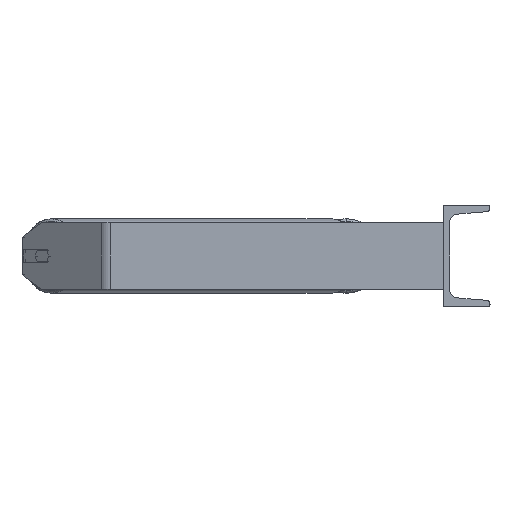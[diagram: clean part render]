
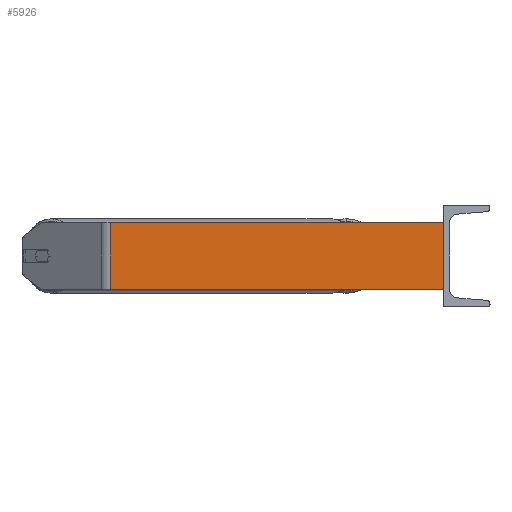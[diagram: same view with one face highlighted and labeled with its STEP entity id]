
A CAD part, left-side view. The second image highlights one B-rep face of the part: STEP entity #5926.
In plain terms, the highlighted planar face has unit normal (-1, 0, 0).
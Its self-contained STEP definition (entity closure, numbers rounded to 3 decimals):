
#123 = CARTESIAN_POINT ( 'NONE',  ( -785., 0., 40. ) ) ;
#209 = CARTESIAN_POINT ( 'NONE',  ( -785., 398.93, 40. ) ) ;
#375 = CARTESIAN_POINT ( 'NONE',  ( -785., 0., -40. ) ) ;
#384 = ORIENTED_EDGE ( 'NONE', *, *, #7626, .F. ) ;
#979 = CARTESIAN_POINT ( 'NONE',  ( -785., 0., 40. ) ) ;
#1012 = LINE ( 'NONE', #3487, #9005 ) ;
#1210 = VECTOR ( 'NONE', #7984, 1000. ) ;
#1425 = EDGE_LOOP ( 'NONE', ( #6970, #3814, #384, #4866 ) ) ;
#2026 = DIRECTION ( 'NONE',  ( 0., -1., 0. ) ) ;
#2241 = CARTESIAN_POINT ( 'NONE',  ( -785., 398.93, -40. ) ) ;
#2410 = LINE ( 'NONE', #5181, #1210 ) ;
#2618 = CARTESIAN_POINT ( 'NONE',  ( -785., 404.753, 40. ) ) ;
#3324 = FACE_OUTER_BOUND ( 'NONE', #1425, .T. ) ;
#3472 = VERTEX_POINT ( 'NONE', #375 ) ;
#3487 = CARTESIAN_POINT ( 'NONE',  ( -785., 404.753, -40. ) ) ;
#3814 = ORIENTED_EDGE ( 'NONE', *, *, #5632, .F. ) ;
#3872 = VECTOR ( 'NONE', #5720, 1000. ) ;
#4070 = DIRECTION ( 'NONE',  ( 1., 0., 0. ) ) ;
#4152 = VERTEX_POINT ( 'NONE', #979 ) ;
#4439 = VERTEX_POINT ( 'NONE', #209 ) ;
#4710 = DIRECTION ( 'NONE',  ( 0., 1., 0. ) ) ;
#4866 = ORIENTED_EDGE ( 'NONE', *, *, #8524, .T. ) ;
#5181 = CARTESIAN_POINT ( 'NONE',  ( -785., 398.93, 40. ) ) ;
#5503 = EDGE_CURVE ( 'NONE', #7505, #3472, #1012, .T. ) ;
#5632 = EDGE_CURVE ( 'NONE', #4152, #3472, #7011, .T. ) ;
#5720 = DIRECTION ( 'NONE',  ( 0., 0., -1. ) ) ;
#5926 = ADVANCED_FACE ( 'NONE', ( #3324 ), #8296, .F. ) ;
#6077 = DIRECTION ( 'NONE',  ( 0., -1., 0. ) ) ;
#6970 = ORIENTED_EDGE ( 'NONE', *, *, #5503, .T. ) ;
#7011 = LINE ( 'NONE', #123, #3872 ) ;
#7505 = VERTEX_POINT ( 'NONE', #2241 ) ;
#7626 = EDGE_CURVE ( 'NONE', #4439, #4152, #8868, .T. ) ;
#7984 = DIRECTION ( 'NONE',  ( 0., 0., -1. ) ) ;
#8191 = AXIS2_PLACEMENT_3D ( 'NONE', #8212, #4070, #4710 ) ;
#8212 = CARTESIAN_POINT ( 'NONE',  ( -785., 404.753, 40. ) ) ;
#8296 = PLANE ( 'NONE',  #8191 ) ;
#8466 = VECTOR ( 'NONE', #6077, 1000. ) ;
#8524 = EDGE_CURVE ( 'NONE', #4439, #7505, #2410, .T. ) ;
#8868 = LINE ( 'NONE', #2618, #8466 ) ;
#9005 = VECTOR ( 'NONE', #2026, 1000. ) ;
